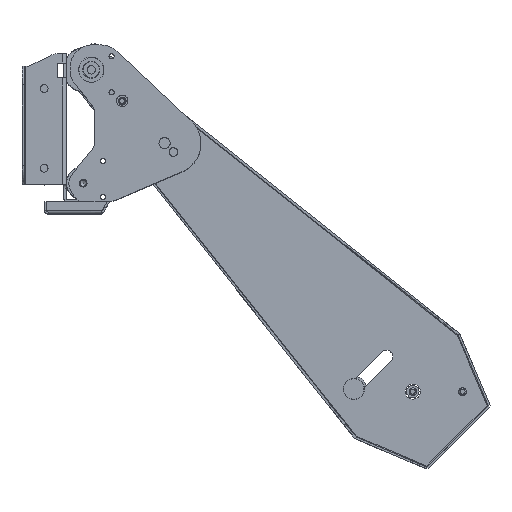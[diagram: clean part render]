
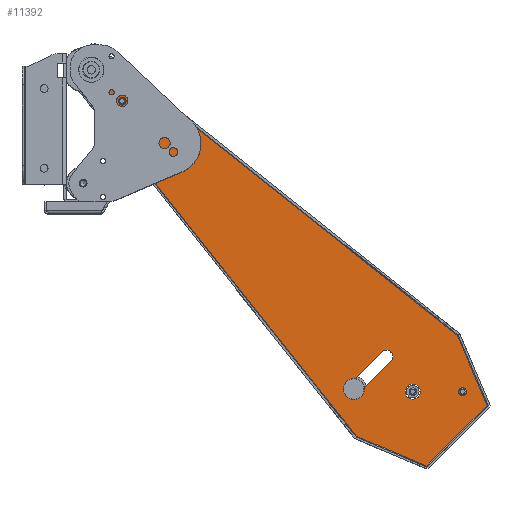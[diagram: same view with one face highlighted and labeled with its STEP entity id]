
A CAD part, top view. The second image highlights one B-rep face of the part: STEP entity #11392.
In plain terms, the highlighted face is planar.
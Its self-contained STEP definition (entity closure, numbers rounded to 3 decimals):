
#700=LINE('',#18663,#1369);
#701=LINE('',#18666,#1370);
#702=LINE('',#18668,#1371);
#703=LINE('',#18670,#1372);
#704=LINE('',#18672,#1373);
#705=LINE('',#18674,#1374);
#706=LINE('',#18677,#1375);
#707=LINE('',#18682,#1376);
#1369=VECTOR('',#14881,1000.);
#1370=VECTOR('',#14882,1000.);
#1371=VECTOR('',#14883,1000.);
#1372=VECTOR('',#14884,1000.);
#1373=VECTOR('',#14885,1000.);
#1374=VECTOR('',#14886,1000.);
#1375=VECTOR('',#14889,1000.);
#1376=VECTOR('',#14892,1000.);
#1916=PLANE('',#12454);
#4004=ORIENTED_EDGE('',*,*,#5566,.T.);
#4005=ORIENTED_EDGE('',*,*,#5567,.T.);
#4006=ORIENTED_EDGE('',*,*,#5568,.F.);
#4007=ORIENTED_EDGE('',*,*,#5569,.F.);
#4008=ORIENTED_EDGE('',*,*,#5570,.F.);
#4009=ORIENTED_EDGE('',*,*,#5571,.T.);
#4010=ORIENTED_EDGE('',*,*,#5572,.T.);
#4011=ORIENTED_EDGE('',*,*,#5573,.T.);
#4012=ORIENTED_EDGE('',*,*,#5574,.F.);
#4013=ORIENTED_EDGE('',*,*,#5575,.T.);
#4014=ORIENTED_EDGE('',*,*,#5576,.T.);
#4015=ORIENTED_EDGE('',*,*,#5577,.T.);
#4016=ORIENTED_EDGE('',*,*,#5578,.T.);
#5566=EDGE_CURVE('',#6530,#6530,#7113,.F.);
#5567=EDGE_CURVE('',#6531,#6531,#7114,.F.);
#5568=EDGE_CURVE('',#6532,#6533,#700,.T.);
#5569=EDGE_CURVE('',#6534,#6532,#701,.T.);
#5570=EDGE_CURVE('',#6535,#6534,#702,.T.);
#5571=EDGE_CURVE('',#6535,#6536,#703,.T.);
#5572=EDGE_CURVE('',#6536,#6537,#704,.T.);
#5573=EDGE_CURVE('',#6537,#6533,#705,.T.);
#5574=EDGE_CURVE('',#6538,#6538,#7115,.T.);
#5575=EDGE_CURVE('',#6539,#6540,#706,.T.);
#5576=EDGE_CURVE('',#6540,#6541,#7116,.T.);
#5577=EDGE_CURVE('',#6541,#6542,#707,.T.);
#5578=EDGE_CURVE('',#6542,#6539,#7117,.T.);
#6530=VERTEX_POINT('',#18660);
#6531=VERTEX_POINT('',#18662);
#6532=VERTEX_POINT('',#18664);
#6533=VERTEX_POINT('',#18665);
#6534=VERTEX_POINT('',#18667);
#6535=VERTEX_POINT('',#18669);
#6536=VERTEX_POINT('',#18671);
#6537=VERTEX_POINT('',#18673);
#6538=VERTEX_POINT('',#18676);
#6539=VERTEX_POINT('',#18678);
#6540=VERTEX_POINT('',#18679);
#6541=VERTEX_POINT('',#18681);
#6542=VERTEX_POINT('',#18683);
#7113=CIRCLE('',#12455,3.25);
#7114=CIRCLE('',#12456,3.1);
#7115=CIRCLE('',#12457,6.);
#7116=CIRCLE('',#12458,5.1);
#7117=CIRCLE('',#12459,5.1);
#7837=EDGE_LOOP('',(#4004));
#7838=EDGE_LOOP('',(#4005));
#7839=EDGE_LOOP('',(#4006,#4007,#4008,#4009,#4010,#4011));
#7840=EDGE_LOOP('',(#4012));
#7841=EDGE_LOOP('',(#4013,#4014,#4015,#4016));
#8633=FACE_BOUND('',#7837,.T.);
#8634=FACE_BOUND('',#7838,.T.);
#8635=FACE_BOUND('',#7839,.T.);
#8636=FACE_BOUND('',#7840,.T.);
#8637=FACE_BOUND('',#7841,.T.);
#11392=ADVANCED_FACE('',(#8633,#8634,#8635,#8636,#8637),#1916,.T.);
#12454=AXIS2_PLACEMENT_3D('',#18658,#14875,#14876);
#12455=AXIS2_PLACEMENT_3D('',#18659,#14877,#14878);
#12456=AXIS2_PLACEMENT_3D('',#18661,#14879,#14880);
#12457=AXIS2_PLACEMENT_3D('',#18675,#14887,#14888);
#12458=AXIS2_PLACEMENT_3D('',#18680,#14890,#14891);
#12459=AXIS2_PLACEMENT_3D('',#18684,#14893,#14894);
#14875=DIRECTION('',(0.,0.,-1.));
#14876=DIRECTION('',(-1.,0.,0.));
#14877=DIRECTION('',(0.,0.,-1.));
#14878=DIRECTION('',(-1.,0.,0.));
#14879=DIRECTION('',(0.,0.,-1.));
#14880=DIRECTION('',(-1.,0.,0.));
#14881=DIRECTION('',(0.375,0.927,0.));
#14882=DIRECTION('',(1.,0.,0.));
#14883=DIRECTION('',(0.375,-0.927,0.));
#14884=DIRECTION('',(0.113,0.994,0.));
#14885=DIRECTION('',(1.,0.,0.));
#14886=DIRECTION('',(0.113,-0.994,0.));
#14887=DIRECTION('',(0.,0.,-1.));
#14888=DIRECTION('',(1.,0.,0.));
#14889=DIRECTION('',(1.,0.,0.));
#14890=DIRECTION('',(0.,0.,1.));
#14891=DIRECTION('',(-1.,0.,0.));
#14892=DIRECTION('',(-1.,0.,0.));
#14893=DIRECTION('',(0.,0.,1.));
#14894=DIRECTION('',(1.,0.,0.));
#18658=CARTESIAN_POINT('',(0.,-101.75,0.));
#18659=CARTESIAN_POINT('',(-28.25,-130.,0.));
#18660=CARTESIAN_POINT('',(-31.5,-130.,0.));
#18661=CARTESIAN_POINT('',(0.,228.1,0.));
#18662=CARTESIAN_POINT('',(-3.1,228.1,0.));
#18663=CARTESIAN_POINT('',(34.299,-151.75,0.));
#18664=CARTESIAN_POINT('',(34.299,-151.75,0.));
#18665=CARTESIAN_POINT('',(57.13,-95.241,0.));
#18666=CARTESIAN_POINT('',(0.,-151.75,0.));
#18667=CARTESIAN_POINT('',(-34.299,-151.75,0.));
#18668=CARTESIAN_POINT('',(-57.13,-95.241,0.));
#18669=CARTESIAN_POINT('',(-57.13,-95.241,0.));
#18670=CARTESIAN_POINT('',(-57.13,-95.241,0.));
#18671=CARTESIAN_POINT('',(-14.833,276.,0.));
#18672=CARTESIAN_POINT('',(-8.794,276.,0.));
#18673=CARTESIAN_POINT('',(14.833,276.,0.));
#18674=CARTESIAN_POINT('',(14.755,276.679,0.));
#18675=CARTESIAN_POINT('',(0.,-101.75,0.));
#18676=CARTESIAN_POINT('',(6.,-101.75,0.));
#18677=CARTESIAN_POINT('',(-5.,-71.85,0.));
#18678=CARTESIAN_POINT('',(-5.,-71.85,0.));
#18679=CARTESIAN_POINT('',(32.,-71.85,0.));
#18680=CARTESIAN_POINT('',(32.,-66.75,0.));
#18681=CARTESIAN_POINT('',(32.,-61.65,0.));
#18682=CARTESIAN_POINT('',(32.,-61.65,0.));
#18683=CARTESIAN_POINT('',(-5.,-61.65,0.));
#18684=CARTESIAN_POINT('',(-5.,-66.75,0.));
